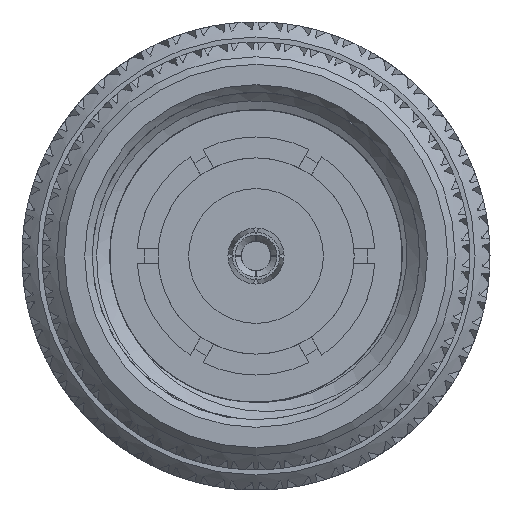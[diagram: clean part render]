
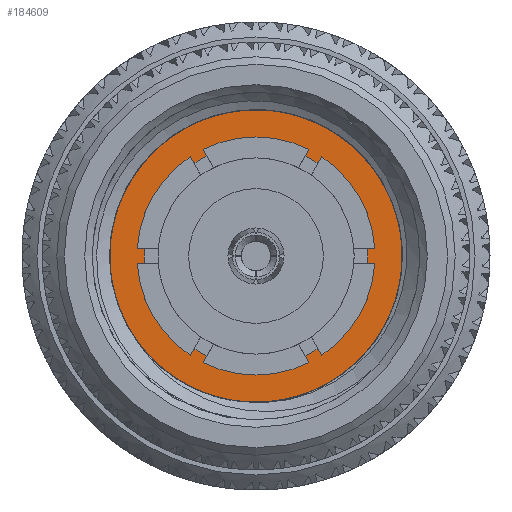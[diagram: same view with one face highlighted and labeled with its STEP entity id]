
A CAD part, left-side view. The second image highlights one B-rep face of the part: STEP entity #184609.
In plain terms, the highlighted planar face has unit normal (-1, 0, 0).
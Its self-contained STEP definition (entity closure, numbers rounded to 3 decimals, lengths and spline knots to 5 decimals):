
#675 = EDGE_CURVE ( 'NONE', #121768, #55019, #98789, .T. ) ;
#928 = CARTESIAN_POINT ( 'NONE',  ( -0.61567, -0.1968, 0.07763 ) ) ;
#1542 = CARTESIAN_POINT ( 'NONE',  ( -0.61567, -0.15654, 0.14785 ) ) ;
#4884 = EDGE_LOOP ( 'NONE', ( #153253 ) ) ;
#10917 = CARTESIAN_POINT ( 'NONE',  ( -0.61567, -0.06646, -0.18391 ) ) ;
#11308 = DIRECTION ( 'NONE',  ( 1., 0., 0. ) ) ;
#11543 = CARTESIAN_POINT ( 'NONE',  ( -0.61567, -0.11289, -0.16317 ) ) ;
#14004 = CARTESIAN_POINT ( 'NONE',  ( -0.61567, -0.16916, 0.13176 ) ) ;
#17195 = ORIENTED_EDGE ( 'NONE', *, *, #175071, .T. ) ;
#19161 = DIRECTION ( 'NONE',  ( 0., 0., 1. ) ) ;
#19219 = EDGE_LOOP ( 'NONE', ( #142706, #17195, #81130, #96216 ) ) ;
#22568 = AXIS2_PLACEMENT_3D ( 'NONE', #54087, #169870, #184167 ) ;
#23479 = DIRECTION ( 'NONE',  ( 0., -1., 0. ) ) ;
#25079 = EDGE_CURVE ( 'NONE', #52932, #101850, #151865, .T. ) ;
#26486 = CARTESIAN_POINT ( 'NONE',  ( -0.61567, -0.15227, -0.13097 ) ) ;
#26683 = CIRCLE ( 'NONE', #49308, 0.149 ) ;
#26886 = CARTESIAN_POINT ( 'NONE',  ( -0.61567, 0., 0. ) ) ;
#27708 = CARTESIAN_POINT ( 'NONE',  ( -0.61567, -0.15915, -0.12333 ) ) ;
#28910 = CARTESIAN_POINT ( 'NONE',  ( -0.61567, -0.18933, 0.09653 ) ) ;
#29449 = CARTESIAN_POINT ( 'NONE',  ( -0.61567, -0.04518, -0.1916 ) ) ;
#29672 = CARTESIAN_POINT ( 'NONE',  ( -0.61567, 0., -0.21875 ) ) ;
#30128 = CARTESIAN_POINT ( 'NONE',  ( -0.61567, -0.18495, 0.10566 ) ) ;
#38990 = CARTESIAN_POINT ( 'NONE',  ( -0.61567, 0., 0. ) ) ;
#40116 = FACE_BOUND ( 'NONE', #4884, .T. ) ;
#46077 = CARTESIAN_POINT ( 'NONE',  ( -0.61567, 0.149, 0. ) ) ;
#49308 = AXIS2_PLACEMENT_3D ( 'NONE', #26886, #11308, #166984 ) ;
#52932 = VERTEX_POINT ( 'NONE', #29672 ) ;
#54087 = CARTESIAN_POINT ( 'NONE',  ( -0.61567, 0., 0. ) ) ;
#55019 = VERTEX_POINT ( 'NONE', #123299 ) ;
#57551 = CARTESIAN_POINT ( 'NONE',  ( -0.61567, -0.20807, 0.00748 ) ) ;
#58155 = CARTESIAN_POINT ( 'NONE',  ( -0.61567, -0.14972, 0.15536 ) ) ;
#64559 = FACE_OUTER_BOUND ( 'NONE', #19219, .T. ) ;
#66373 = PLANE ( 'NONE',  #107683 ) ;
#68824 = DIRECTION ( 'NONE',  ( -1., 0., 0. ) ) ;
#70630 = CARTESIAN_POINT ( 'NONE',  ( -0.61567, -0.12779, 0.17637 ) ) ;
#71260 = CARTESIAN_POINT ( 'NONE',  ( -0.61567, -0.17488, 0.12324 ) ) ;
#79682 = CARTESIAN_POINT ( 'NONE',  ( -0.61567, -0.0929, 0.19804 ) ) ;
#81130 = ORIENTED_EDGE ( 'NONE', *, *, #675, .T. ) ;
#85529 = CARTESIAN_POINT ( 'NONE',  ( -0.61567, -0.06646, -0.18391 ) ) ;
#86858 = CARTESIAN_POINT ( 'NONE',  ( -0.61567, -0.11106, 0.18848 ) ) ;
#92796 = VECTOR ( 'NONE', #19161, 39.37008 ) ;
#94424 = EDGE_CURVE ( 'NONE', #169295, #169295, #26683, .T. ) ;
#94924 = LINE ( 'NONE', #146109, #92796 ) ;
#96216 = ORIENTED_EDGE ( 'NONE', *, *, #100878, .T. ) ;
#96867 = CARTESIAN_POINT ( 'NONE',  ( -0.61567, -0.10405, -0.16834 ) ) ;
#98711 = CARTESIAN_POINT ( 'NONE',  ( -0.61567, -0.20791, 0.01776 ) ) ;
#98789 = B_SPLINE_CURVE_WITH_KNOTS ( 'NONE', 3,
 ( #144520, #114850, #29449, #85529 ),
 .UNSPECIFIED., .F., .F.,
 ( 4, 4 ),
 ( 0., 0.00172 ),
 .UNSPECIFIED. ) ;
#100537 = CARTESIAN_POINT ( 'NONE',  ( -0.61567, -0.17788, -0.09907 ) ) ;
#100878 = EDGE_CURVE ( 'NONE', #55019, #101850, #174652, .T. ) ;
#101850 = VERTEX_POINT ( 'NONE', #79682 ) ;
#107683 = AXIS2_PLACEMENT_3D ( 'NONE', #38990, #68824, #23479 ) ;
#111253 = CARTESIAN_POINT ( 'NONE',  ( -0.61567, -0.12971, -0.15147 ) ) ;
#114315 = CARTESIAN_POINT ( 'NONE',  ( -0.61567, -0.20615, 0.03797 ) ) ;
#114850 = CARTESIAN_POINT ( 'NONE',  ( -0.61567, -0.02262, -0.19555 ) ) ;
#121768 = VERTEX_POINT ( 'NONE', #126561 ) ;
#123299 = CARTESIAN_POINT ( 'NONE',  ( -0.61567, -0.06646, -0.18391 ) ) ;
#126561 = CARTESIAN_POINT ( 'NONE',  ( -0.61567, 0., -0.19555 ) ) ;
#127319 = CARTESIAN_POINT ( 'NONE',  ( -0.61567, -0.20454, 0.04797 ) ) ;
#140356 = CARTESIAN_POINT ( 'NONE',  ( -0.61567, -0.08576, -0.1772 ) ) ;
#142140 = CARTESIAN_POINT ( 'NONE',  ( -0.61567, -0.0929, 0.19804 ) ) ;
#142706 = ORIENTED_EDGE ( 'NONE', *, *, #25079, .F. ) ;
#144520 = CARTESIAN_POINT ( 'NONE',  ( -0.61567, 0., -0.19555 ) ) ;
#146109 = CARTESIAN_POINT ( 'NONE',  ( -0.61567, 0., 0. ) ) ;
#151865 = CIRCLE ( 'NONE', #22568, 0.21875 ) ;
#153253 = ORIENTED_EDGE ( 'NONE', *, *, #94424, .T. ) ;
#156497 = CARTESIAN_POINT ( 'NONE',  ( -0.61567, -0.18775, -0.08136 ) ) ;
#166984 = DIRECTION ( 'NONE',  ( 0., 1., 0. ) ) ;
#169295 = VERTEX_POINT ( 'NONE', #46077 ) ;
#169870 = DIRECTION ( 'NONE',  ( 1., 0., 0. ) ) ;
#170894 = CARTESIAN_POINT ( 'NONE',  ( -0.61567, -0.20629, -0.02311 ) ) ;
#172130 = CARTESIAN_POINT ( 'NONE',  ( -0.61567, -0.19988, 0.06777 ) ) ;
#174652 = B_SPLINE_CURVE_WITH_KNOTS ( 'NONE', 3,
 ( #10917, #182167, #140356, #96867, #11543, #111253, #182776, #26486, #27708, #100537, #156497, #183979, #170894, #57551, #98711, #114315, #127319, #172130, #928, #28910, #30128, #71260, #14004, #1542, #58155, #70630, #86858, #142140 ),
 .UNSPECIFIED., .F., .F.,
 ( 4, 2, 2, 2, 2, 2, 2, 2, 2, 2, 2, 2, 2, 4 ),
 ( 0., 0.00077, 0.00155, 0.00232, 0.0031, 0.00464, 0.00619, 0.00697, 0.00774, 0.00852, 0.00929, 0.01006, 0.01084, 0.01239 ),
 .UNSPECIFIED. ) ;
#175071 = EDGE_CURVE ( 'NONE', #52932, #121768, #94924, .T. ) ;
#182167 = CARTESIAN_POINT ( 'NONE',  ( -0.61567, -0.07629, -0.18093 ) ) ;
#182776 = CARTESIAN_POINT ( 'NONE',  ( -0.61567, -0.13757, -0.14502 ) ) ;
#183979 = CARTESIAN_POINT ( 'NONE',  ( -0.61567, -0.20212, -0.04292 ) ) ;
#184167 = DIRECTION ( 'NONE',  ( 0., -1., 0. ) ) ;
#184609 = ADVANCED_FACE ( 'NONE', ( #40116, #64559 ), #66373, .T. ) ;
